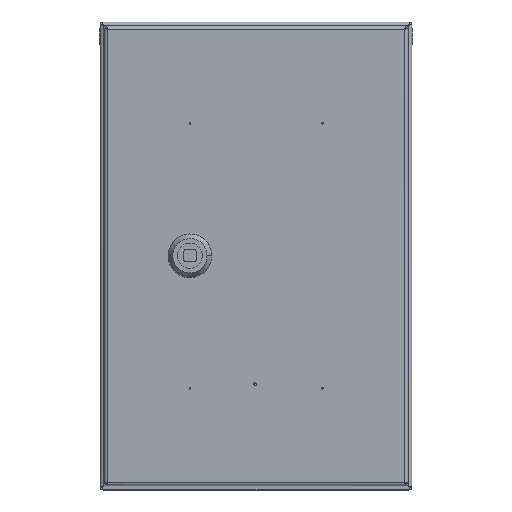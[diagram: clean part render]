
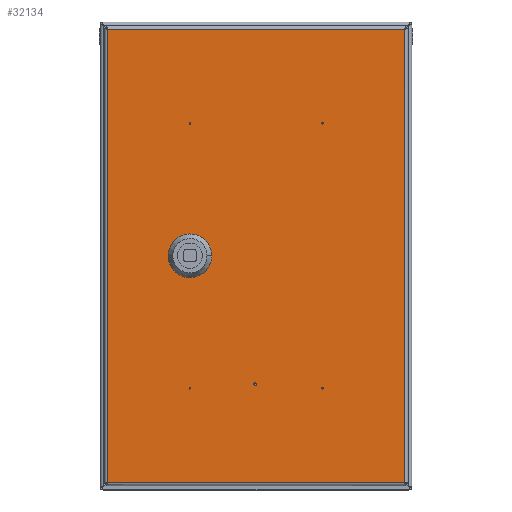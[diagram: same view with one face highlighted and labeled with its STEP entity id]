
A CAD part, top view. The second image highlights one B-rep face of the part: STEP entity #32134.
In plain terms, the highlighted planar face has unit normal (0, 0, 1).
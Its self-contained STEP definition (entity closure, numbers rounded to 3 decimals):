
#239 = CIRCLE ( 'NONE', #6202, 11.1 ) ;
#355 = CARTESIAN_POINT ( 'NONE',  ( -37.796, -39.9, 150.77 ) ) ;
#702 = CARTESIAN_POINT ( 'NONE',  ( 95.5, 95.929, 150.77 ) ) ;
#848 = EDGE_CURVE ( 'NONE', #12740, #38146, #37780, .T. ) ;
#870 = AXIS2_PLACEMENT_3D ( 'NONE', #1156, #4862, #7777 ) ;
#879 = AXIS2_PLACEMENT_3D ( 'NONE', #29483, #14013, #3925 ) ;
#1156 = CARTESIAN_POINT ( 'NONE',  ( -42.4, -50., 150.77 ) ) ;
#1290 = DIRECTION ( 'NONE',  ( 0., -1., 0. ) ) ;
#1418 = LINE ( 'NONE', #17097, #18713 ) ;
#1616 = EDGE_LOOP ( 'NONE', ( #10648, #2903, #20923, #8726 ) ) ;
#1617 = DIRECTION ( 'NONE',  ( -1., 0., 0. ) ) ;
#2903 = ORIENTED_EDGE ( 'NONE', *, *, #9430, .T. ) ;
#3468 = EDGE_CURVE ( 'NONE', #38146, #34707, #6533, .T. ) ;
#3753 = CARTESIAN_POINT ( 'NONE',  ( 95.5, -195.4, 150.77 ) ) ;
#3925 = DIRECTION ( 'NONE',  ( 1., 0., 0. ) ) ;
#3991 = DIRECTION ( 'NONE',  ( 0., 0., 1. ) ) ;
#4862 = DIRECTION ( 'NONE',  ( 0., 0., 1. ) ) ;
#5019 = EDGE_CURVE ( 'NONE', #12142, #24815, #23361, .T. ) ;
#5068 = DIRECTION ( 'NONE',  ( 1., 0., 0. ) ) ;
#5736 = CARTESIAN_POINT ( 'NONE',  ( -42.4, -50., 150.77 ) ) ;
#5755 = CARTESIAN_POINT ( 'NONE',  ( -95.3, -195.4, 150.77 ) ) ;
#6202 = AXIS2_PLACEMENT_3D ( 'NONE', #37620, #3991, #28943 ) ;
#6533 = LINE ( 'NONE', #31481, #38012 ) ;
#6980 = DIRECTION ( 'NONE',  ( 1., 0., 0. ) ) ;
#7007 = EDGE_CURVE ( 'NONE', #34613, #18415, #38014, .T. ) ;
#7277 = EDGE_CURVE ( 'NONE', #34026, #8118, #19303, .T. ) ;
#7319 = ORIENTED_EDGE ( 'NONE', *, *, #14019, .F. ) ;
#7777 = DIRECTION ( 'NONE',  ( 1., 0., 0. ) ) ;
#7902 = CARTESIAN_POINT ( 'NONE',  ( -47.004, -60.1, 150.77 ) ) ;
#8118 = VERTEX_POINT ( 'NONE', #20499 ) ;
#8372 = ORIENTED_EDGE ( 'NONE', *, *, #7007, .F. ) ;
#8376 = CARTESIAN_POINT ( 'NONE',  ( -42.4, -50., 150.77 ) ) ;
#8599 = CARTESIAN_POINT ( 'NONE',  ( 0.6, -132.5, 150.77 ) ) ;
#8726 = ORIENTED_EDGE ( 'NONE', *, *, #9712, .T. ) ;
#9430 = EDGE_CURVE ( 'NONE', #19598, #31273, #11577, .T. ) ;
#9712 = EDGE_CURVE ( 'NONE', #27187, #31862, #1418, .T. ) ;
#9746 = CARTESIAN_POINT ( 'NONE',  ( -52.5, -45.396, 150.77 ) ) ;
#10145 = EDGE_LOOP ( 'NONE', ( #20588, #39491, #37183, #8372, #10537, #13935, #7319, #13764 ) ) ;
#10452 = CIRCLE ( 'NONE', #13750, 11.1 ) ;
#10537 = ORIENTED_EDGE ( 'NONE', *, *, #25996, .F. ) ;
#10648 = ORIENTED_EDGE ( 'NONE', *, *, #17800, .T. ) ;
#11211 = DIRECTION ( 'NONE',  ( 1., 0., 0. ) ) ;
#11577 = LINE ( 'NONE', #30528, #34612 ) ;
#12142 = VERTEX_POINT ( 'NONE', #355 ) ;
#12712 = AXIS2_PLACEMENT_3D ( 'NONE', #21826, #25317, #6980 ) ;
#12740 = VERTEX_POINT ( 'NONE', #21225 ) ;
#13241 = VECTOR ( 'NONE', #1290, 1000. ) ;
#13296 = LINE ( 'NONE', #702, #17066 ) ;
#13750 = AXIS2_PLACEMENT_3D ( 'NONE', #5736, #36883, #21385 ) ;
#13764 = ORIENTED_EDGE ( 'NONE', *, *, #3468, .F. ) ;
#13935 = ORIENTED_EDGE ( 'NONE', *, *, #5019, .F. ) ;
#14013 = DIRECTION ( 'NONE',  ( 0., 0., 1. ) ) ;
#14019 = EDGE_CURVE ( 'NONE', #34707, #12142, #10452, .T. ) ;
#14487 = EDGE_CURVE ( 'NONE', #31273, #27187, #13296, .T. ) ;
#14954 = DIRECTION ( 'NONE',  ( 0., 0., 1. ) ) ;
#15558 = CIRCLE ( 'NONE', #39274, 11.1 ) ;
#15847 = ORIENTED_EDGE ( 'NONE', *, *, #19657, .F. ) ;
#16956 = CARTESIAN_POINT ( 'NONE',  ( -95.3, -195.929, 150.77 ) ) ;
#16988 = DIRECTION ( 'NONE',  ( 0., 1., 0. ) ) ;
#17066 = VECTOR ( 'NONE', #16988, 1000. ) ;
#17097 = CARTESIAN_POINT ( 'NONE',  ( -95.829, 95.4, 150.77 ) ) ;
#17578 = LINE ( 'NONE', #36568, #34055 ) ;
#17677 = CARTESIAN_POINT ( 'NONE',  ( 95.5, 95.4, 150.77 ) ) ;
#17800 = EDGE_CURVE ( 'NONE', #31862, #19598, #36148, .T. ) ;
#18415 = VERTEX_POINT ( 'NONE', #31118 ) ;
#18713 = VECTOR ( 'NONE', #1617, 1000. ) ;
#19014 = DIRECTION ( 'NONE',  ( 0., -1., 0. ) ) ;
#19303 = CIRCLE ( 'NONE', #879, 1. ) ;
#19598 = VERTEX_POINT ( 'NONE', #5755 ) ;
#19601 = AXIS2_PLACEMENT_3D ( 'NONE', #21715, #33886, #25004 ) ;
#19657 = EDGE_CURVE ( 'NONE', #8118, #34026, #24523, .T. ) ;
#20499 = CARTESIAN_POINT ( 'NONE',  ( -1.4, -132.5, 150.77 ) ) ;
#20588 = ORIENTED_EDGE ( 'NONE', *, *, #848, .F. ) ;
#20923 = ORIENTED_EDGE ( 'NONE', *, *, #14487, .T. ) ;
#21225 = CARTESIAN_POINT ( 'NONE',  ( -37.796, -60.1, 150.77 ) ) ;
#21278 = FACE_BOUND ( 'NONE', #10145, .T. ) ;
#21385 = DIRECTION ( 'NONE',  ( 1., 0., 0. ) ) ;
#21476 = CARTESIAN_POINT ( 'NONE',  ( -52.5, -45.396, 150.77 ) ) ;
#21498 = FACE_BOUND ( 'NONE', #24533, .T. ) ;
#21715 = CARTESIAN_POINT ( 'NONE',  ( -97.4, 97.5, 150.77 ) ) ;
#21826 = CARTESIAN_POINT ( 'NONE',  ( -0.4, -132.5, 150.77 ) ) ;
#22243 = CARTESIAN_POINT ( 'NONE',  ( -47.004, -39.9, 150.77 ) ) ;
#22592 = VECTOR ( 'NONE', #19014, 1000. ) ;
#23023 = VERTEX_POINT ( 'NONE', #7902 ) ;
#23260 = CARTESIAN_POINT ( 'NONE',  ( -32.3, -45.396, 150.77 ) ) ;
#23361 = LINE ( 'NONE', #29350, #25484 ) ;
#24523 = CIRCLE ( 'NONE', #12712, 1. ) ;
#24533 = EDGE_LOOP ( 'NONE', ( #35531, #15847 ) ) ;
#24815 = VERTEX_POINT ( 'NONE', #22243 ) ;
#25004 = DIRECTION ( 'NONE',  ( 1., 0., 0. ) ) ;
#25317 = DIRECTION ( 'NONE',  ( 0., 0., 1. ) ) ;
#25484 = VECTOR ( 'NONE', #39051, 1000. ) ;
#25996 = EDGE_CURVE ( 'NONE', #24815, #34613, #239, .T. ) ;
#27187 = VERTEX_POINT ( 'NONE', #17677 ) ;
#27693 = FACE_OUTER_BOUND ( 'NONE', #1616, .T. ) ;
#27889 = PLANE ( 'NONE',  #19601 ) ;
#28401 = CARTESIAN_POINT ( 'NONE',  ( -95.3, 95.4, 150.77 ) ) ;
#28797 = EDGE_CURVE ( 'NONE', #18415, #23023, #15558, .T. ) ;
#28943 = DIRECTION ( 'NONE',  ( 1., 0., 0. ) ) ;
#29350 = CARTESIAN_POINT ( 'NONE',  ( -47.004, -39.9, 150.77 ) ) ;
#29483 = CARTESIAN_POINT ( 'NONE',  ( -0.4, -132.5, 150.77 ) ) ;
#29967 = EDGE_CURVE ( 'NONE', #23023, #12740, #17578, .T. ) ;
#30129 = DIRECTION ( 'NONE',  ( 1., 0., 0. ) ) ;
#30528 = CARTESIAN_POINT ( 'NONE',  ( 96.029, -195.4, 150.77 ) ) ;
#31118 = CARTESIAN_POINT ( 'NONE',  ( -52.5, -54.604, 150.77 ) ) ;
#31273 = VERTEX_POINT ( 'NONE', #3753 ) ;
#31348 = CARTESIAN_POINT ( 'NONE',  ( -32.3, -54.604, 150.77 ) ) ;
#31481 = CARTESIAN_POINT ( 'NONE',  ( -32.3, -45.396, 150.77 ) ) ;
#31862 = VERTEX_POINT ( 'NONE', #28401 ) ;
#32134 = ADVANCED_FACE ( 'NONE', ( #21498, #21278, #27693 ), #27889, .T. ) ;
#33886 = DIRECTION ( 'NONE',  ( 0., 0., 1. ) ) ;
#34026 = VERTEX_POINT ( 'NONE', #8599 ) ;
#34055 = VECTOR ( 'NONE', #11211, 1000. ) ;
#34612 = VECTOR ( 'NONE', #30129, 1000. ) ;
#34613 = VERTEX_POINT ( 'NONE', #21476 ) ;
#34707 = VERTEX_POINT ( 'NONE', #23260 ) ;
#35531 = ORIENTED_EDGE ( 'NONE', *, *, #7277, .F. ) ;
#36148 = LINE ( 'NONE', #16956, #13241 ) ;
#36568 = CARTESIAN_POINT ( 'NONE',  ( -47.004, -60.1, 150.77 ) ) ;
#36883 = DIRECTION ( 'NONE',  ( 0., 0., 1. ) ) ;
#37183 = ORIENTED_EDGE ( 'NONE', *, *, #28797, .F. ) ;
#37620 = CARTESIAN_POINT ( 'NONE',  ( -42.4, -50., 150.77 ) ) ;
#37780 = CIRCLE ( 'NONE', #870, 11.1 ) ;
#38012 = VECTOR ( 'NONE', #38078, 1000. ) ;
#38014 = LINE ( 'NONE', #9746, #22592 ) ;
#38078 = DIRECTION ( 'NONE',  ( 0., 1., 0. ) ) ;
#38146 = VERTEX_POINT ( 'NONE', #31348 ) ;
#39051 = DIRECTION ( 'NONE',  ( -1., 0., 0. ) ) ;
#39274 = AXIS2_PLACEMENT_3D ( 'NONE', #8376, #14954, #5068 ) ;
#39491 = ORIENTED_EDGE ( 'NONE', *, *, #29967, .F. ) ;
